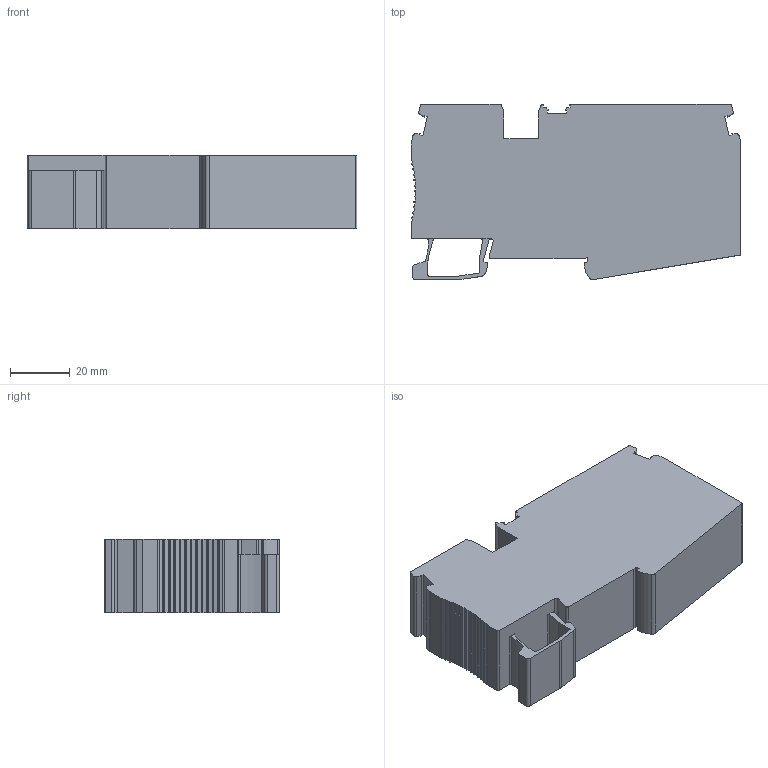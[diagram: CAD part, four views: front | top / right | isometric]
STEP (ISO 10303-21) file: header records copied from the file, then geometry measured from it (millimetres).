
FILE_DESCRIPTION((''),'2;1');
FILE_NAME('PRT0001','2023-10-21T',('Administrator'),(''),'PRO/ENGINEER BY PARAMETRIC TECHNOLOGY CORPORATION, 2013230','PRO/ENGINEER BY PARAMETRIC TECHNOLOGY CORPORATION, 2013230','');
FILE_SCHEMA(('AUTOMOTIVE_DESIGN { 1 0 10303 214 1 1 1 1 }'));
Length unit declared in the file: millimetre
Products named in the file (1): PRT0001
Bounding box: 110 x 58.5 x 24.4 mm (x, y, z)
Volume: 123202.9 mm3; surface area: 25333 mm2
Topology: 1 solids, 1 shells, 246 faces, 705 edges, 470 vertices
Faces by surface type: plane 162, cylinder 84
Entity records: 8114 total; most frequent: CARTESIAN_POINT 1423, ORIENTED_EDGE 1410, DIRECTION 1366, EDGE_CURVE 705, VECTOR 536, LINE 536, VERTEX_POINT 470, AXIS2_PLACEMENT_3D 415
